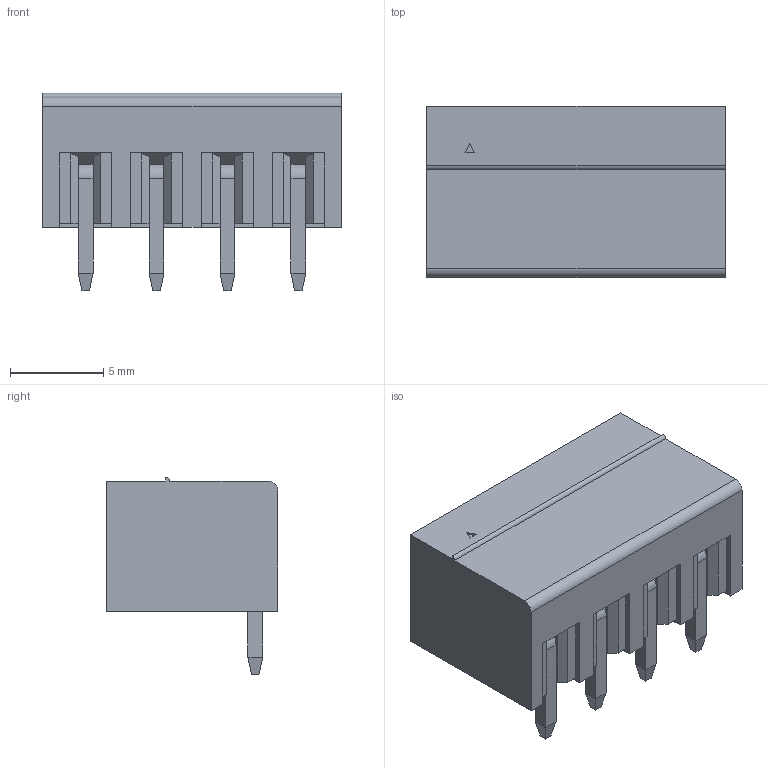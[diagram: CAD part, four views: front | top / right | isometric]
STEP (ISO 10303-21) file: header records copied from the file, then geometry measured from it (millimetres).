
FILE_DESCRIPTION (( 'STEP AP214' ), '1' );
FILE_NAME ('15EDGRC-3.81-04P-14-00AH.STEP', '2021-02-01T22:20:54', ( '' ), ( '' ), 'SwSTEP 2.0', 'SolidWorks 2020', '' );
FILE_SCHEMA (( 'AUTOMOTIVE_DESIGN' ));
Length unit declared in the file: millimetre
Products named in the file (1): 15EDGRC-3.81-04P-14-00AH
Bounding box: 16.03 x 9.2 x 10.6 mm (x, y, z)
Volume: 513.5 mm3; surface area: 1527.8 mm2
Topology: 1 solids, 5 shells, 616 faces, 1633 edges, 1070 vertices
Faces by surface type: plane 443, bspline 147, cylinder 14, torus 8, cone 4
Entity records: 30316 total; most frequent: CARTESIAN_POINT 11915, ORIENTED_EDGE 3266, DIRECTION 2335, EDGE_CURVE 1633, VECTOR 1283, LINE 1283, VERTEX_POINT 1070, EDGE_LOOP 659
